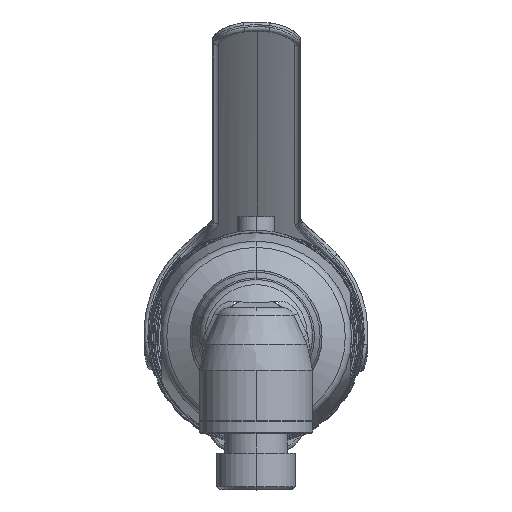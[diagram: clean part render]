
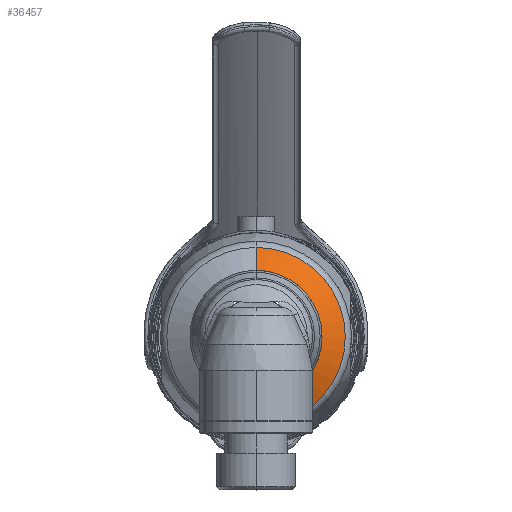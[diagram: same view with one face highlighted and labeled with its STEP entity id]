
A CAD part, top view. The second image highlights one B-rep face of the part: STEP entity #36457.
In plain terms, the highlighted conical face has half-angle 60 degrees and reference radius 12.352 mm.
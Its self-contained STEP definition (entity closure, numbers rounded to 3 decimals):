
#35847=DIRECTION('',(0.,-0.866,0.5));
#35848=VECTOR('',#35847,4.277);
#35849=CARTESIAN_POINT('',(0.,14.204,97.911));
#35850=LINE('',#35849,#35848);
#35851=CARTESIAN_POINT('',(0.,0.,97.911));
#35852=DIRECTION('',(0.,0.,-1.));
#35853=DIRECTION('',(0.,1.,0.));
#35854=AXIS2_PLACEMENT_3D('',#35851,#35852,#35853);
#35856=DIRECTION('',(0.,0.866,0.5));
#35857=VECTOR('',#35856,4.277);
#35858=CARTESIAN_POINT('',(0.,-14.204,97.911));
#35859=LINE('',#35858,#35857);
#35886=CARTESIAN_POINT('',(0.,0.,100.05));
#35887=DIRECTION('',(0.,0.,-1.));
#35888=DIRECTION('',(0.,1.,0.));
#35889=AXIS2_PLACEMENT_3D('',#35886,#35887,#35888);
#35964=CARTESIAN_POINT('',(0.,14.204,97.911));
#35966=VERTEX_POINT('',#35964);
#35967=CARTESIAN_POINT('',(0.,10.5,100.05));
#35968=VERTEX_POINT('',#35967);
#35978=CARTESIAN_POINT('',(0.,-14.204,97.911));
#35980=VERTEX_POINT('',#35978);
#35981=CARTESIAN_POINT('',(0.,-10.5,100.05));
#35982=VERTEX_POINT('',#35981);
#36445=CARTESIAN_POINT('',(0.,0.,98.981));
#36446=DIRECTION('',(0.,0.,-1.));
#36447=DIRECTION('',(0.,-1.,0.));
#36448=AXIS2_PLACEMENT_3D('',#36445,#36446,#36447);
#36449=CONICAL_SURFACE('',#36448,12.352,60.);
#36450=ORIENTED_EDGE('',*,*,#36219,.F.);
#36451=ORIENTED_EDGE('',*,*,#36428,.T.);
#36452=ORIENTED_EDGE('',*,*,#36223,.T.);
#36454=ORIENTED_EDGE('',*,*,#36453,.F.);
#36455=EDGE_LOOP('',(#36450,#36451,#36452,#36454));
#36456=FACE_OUTER_BOUND('',#36455,.F.);
#36457=ADVANCED_FACE('',(#36456),#36449,.T.);
#35855=CIRCLE('',#35854,14.204);
#35890=CIRCLE('',#35889,10.5);
#36219=EDGE_CURVE('',#35966,#35968,#35850,.T.);
#36223=EDGE_CURVE('',#35980,#35982,#35859,.T.);
#36428=EDGE_CURVE('',#35966,#35980,#35855,.T.);
#36453=EDGE_CURVE('',#35968,#35982,#35890,.T.);
